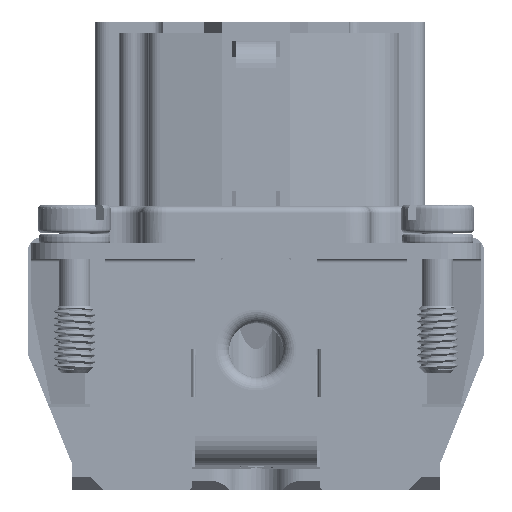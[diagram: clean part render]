
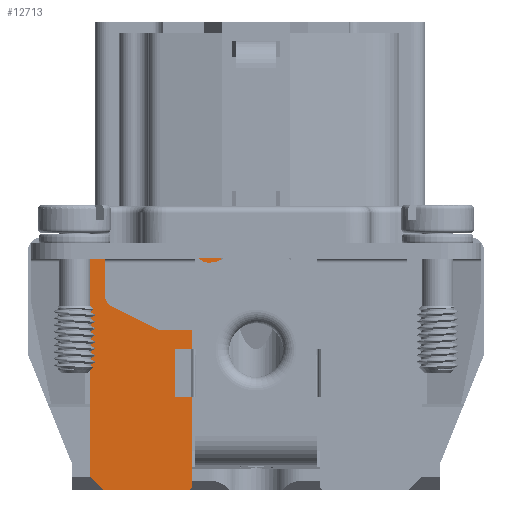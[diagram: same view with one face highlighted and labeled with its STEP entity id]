
A CAD part, left-side view. The second image highlights one B-rep face of the part: STEP entity #12713.
In plain terms, the highlighted planar face has unit normal (-1, 0, 0).
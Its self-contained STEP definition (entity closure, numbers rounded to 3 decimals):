
#2629=PLANE('',#133955);
#6366=FACE_OUTER_BOUND('',#22492,.T.);
#12713=ADVANCED_FACE('',(#6366),#2629,.T.);
#22492=EDGE_LOOP('',(#53178,#53179,#53180,#53181,#53182,#53183,#53184,#53185,
#53186,#53187,#53188,#53189,#53190,#53191,#53192,#53193));
#30276=CIRCLE('',#133951,1.);
#30277=CIRCLE('',#133952,1.);
#30278=CIRCLE('',#133953,2.);
#30279=CIRCLE('',#133954,0.3);
#35304=LINE('',#179053,#44189);
#35323=LINE('',#179099,#44208);
#35324=LINE('',#179102,#44209);
#35325=LINE('',#179106,#44210);
#35326=LINE('',#179110,#44211);
#35327=LINE('',#179112,#44212);
#35328=LINE('',#179116,#44213);
#35329=LINE('',#179118,#44214);
#35330=LINE('',#179120,#44215);
#35331=LINE('',#179121,#44216);
#35332=LINE('',#179123,#44217);
#35333=LINE('',#179125,#44218);
#44189=VECTOR('',#145674,1.);
#44208=VECTOR('',#145703,1.);
#44209=VECTOR('',#145704,1.);
#44210=VECTOR('',#145707,1.);
#44211=VECTOR('',#145710,1.);
#44212=VECTOR('',#145711,1.);
#44213=VECTOR('',#145714,1.);
#44214=VECTOR('',#145715,1.);
#44215=VECTOR('',#145716,1.);
#44216=VECTOR('',#145717,1.);
#44217=VECTOR('',#145718,1.);
#44218=VECTOR('',#145719,1.);
#53178=ORIENTED_EDGE('',*,*,#107645,.T.);
#53179=ORIENTED_EDGE('',*,*,#107646,.T.);
#53180=ORIENTED_EDGE('',*,*,#107647,.F.);
#53181=ORIENTED_EDGE('',*,*,#107648,.T.);
#53182=ORIENTED_EDGE('',*,*,#107649,.F.);
#53183=ORIENTED_EDGE('',*,*,#107650,.T.);
#53184=ORIENTED_EDGE('',*,*,#107651,.T.);
#53185=ORIENTED_EDGE('',*,*,#107652,.F.);
#53186=ORIENTED_EDGE('',*,*,#107653,.F.);
#53187=ORIENTED_EDGE('',*,*,#107654,.T.);
#53188=ORIENTED_EDGE('',*,*,#107655,.T.);
#53189=ORIENTED_EDGE('',*,*,#107622,.F.);
#53190=ORIENTED_EDGE('',*,*,#107656,.F.);
#53191=ORIENTED_EDGE('',*,*,#107657,.F.);
#53192=ORIENTED_EDGE('',*,*,#107658,.F.);
#53193=ORIENTED_EDGE('',*,*,#107659,.F.);
#94041=VERTEX_POINT('',#179052);
#94042=VERTEX_POINT('',#179054);
#94064=VERTEX_POINT('',#179100);
#94065=VERTEX_POINT('',#179101);
#94066=VERTEX_POINT('',#179103);
#94067=VERTEX_POINT('',#179105);
#94068=VERTEX_POINT('',#179107);
#94069=VERTEX_POINT('',#179109);
#94070=VERTEX_POINT('',#179111);
#94071=VERTEX_POINT('',#179113);
#94072=VERTEX_POINT('',#179115);
#94073=VERTEX_POINT('',#179117);
#94074=VERTEX_POINT('',#179119);
#94075=VERTEX_POINT('',#179122);
#94076=VERTEX_POINT('',#179124);
#94077=VERTEX_POINT('',#179126);
#107622=EDGE_CURVE('',#94041,#94042,#35304,.T.);
#107645=EDGE_CURVE('',#94064,#94065,#35323,.T.);
#107646=EDGE_CURVE('',#94065,#94066,#35324,.T.);
#107647=EDGE_CURVE('',#94067,#94066,#30276,.T.);
#107648=EDGE_CURVE('',#94067,#94068,#35325,.T.);
#107649=EDGE_CURVE('',#94069,#94068,#30277,.T.);
#107650=EDGE_CURVE('',#94069,#94070,#35326,.T.);
#107651=EDGE_CURVE('',#94070,#94071,#35327,.T.);
#107652=EDGE_CURVE('',#94072,#94071,#30278,.T.);
#107653=EDGE_CURVE('',#94073,#94072,#35328,.T.);
#107654=EDGE_CURVE('',#94073,#94074,#35329,.T.);
#107655=EDGE_CURVE('',#94074,#94042,#35330,.T.);
#107656=EDGE_CURVE('',#94075,#94041,#35331,.T.);
#107657=EDGE_CURVE('',#94076,#94075,#35332,.T.);
#107658=EDGE_CURVE('',#94077,#94076,#35333,.T.);
#107659=EDGE_CURVE('',#94064,#94077,#30279,.T.);
#133951=AXIS2_PLACEMENT_3D('',#179104,#145705,#145706);
#133952=AXIS2_PLACEMENT_3D('',#179108,#145708,#145709);
#133953=AXIS2_PLACEMENT_3D('',#179114,#145712,#145713);
#133954=AXIS2_PLACEMENT_3D('',#179127,#145720,#145721);
#133955=AXIS2_PLACEMENT_3D('',#179128,#145722,#145723);
#145674=DIRECTION('',(0.,-1.,0.));
#145703=DIRECTION('',(0.,0.,1.));
#145704=DIRECTION('',(0.,1.,0.));
#145705=DIRECTION('',(-1.,0.,0.));
#145706=DIRECTION('',(0.,0.,-1.));
#145707=DIRECTION('',(0.,0.894,0.447));
#145708=DIRECTION('',(-1.,0.,0.));
#145709=DIRECTION('',(0.,0.,-1.));
#145710=DIRECTION('',(0.,0.,1.));
#145711=DIRECTION('',(0.,-1.,0.));
#145712=DIRECTION('',(1.,0.,0.));
#145713=DIRECTION('',(0.,-1.,0.));
#145714=DIRECTION('',(0.,0.433,-0.902));
#145715=DIRECTION('',(0.,1.,0.));
#145716=DIRECTION('',(0.,0.,1.));
#145717=DIRECTION('',(0.,0.,1.));
#145718=DIRECTION('',(0.,0.707,0.707));
#145719=DIRECTION('',(0.,1.,0.));
#145720=DIRECTION('',(1.,0.,0.));
#145721=DIRECTION('',(0.,-1.,0.));
#145722=DIRECTION('',(-1.,0.,0.));
#145723=DIRECTION('',(0.,0.,1.));
#179052=CARTESIAN_POINT('',(-45.,12.35,-0.25));
#179053=CARTESIAN_POINT('',(-45.,12.35,-0.25));
#179054=CARTESIAN_POINT('',(-45.,4.25,-0.25));
#179099=CARTESIAN_POINT('',(-45.,4.75,-18.35));
#179100=CARTESIAN_POINT('',(-45.,4.75,-18.35));
#179101=CARTESIAN_POINT('',(-45.,4.75,-6.75));
#179102=CARTESIAN_POINT('',(-45.,4.5,-6.75));
#179103=CARTESIAN_POINT('',(-45.,7.014,-6.75));
#179104=CARTESIAN_POINT('',(-45.,7.014,-5.75));
#179105=CARTESIAN_POINT('',(-45.,7.461,-6.644));
#179106=CARTESIAN_POINT('',(-45.,7.25,-6.75));
#179107=CARTESIAN_POINT('',(-45.,10.697,-5.026));
#179108=CARTESIAN_POINT('',(-45.,10.25,-4.132));
#179109=CARTESIAN_POINT('',(-45.,11.25,-4.132));
#179110=CARTESIAN_POINT('',(-45.,11.25,-4.75));
#179111=CARTESIAN_POINT('',(-45.,11.25,-1.75));
#179112=CARTESIAN_POINT('',(-45.,11.25,-1.75));
#179113=CARTESIAN_POINT('',(-45.,3.5,-1.75));
#179114=CARTESIAN_POINT('',(-45.,3.5,0.25));
#179115=CARTESIAN_POINT('',(-45.,2.62,-1.546));
#179116=CARTESIAN_POINT('',(-45.,2.55,-1.4));
#179117=CARTESIAN_POINT('',(-45.,2.55,-1.4));
#179118=CARTESIAN_POINT('',(-45.,2.55,-1.4));
#179119=CARTESIAN_POINT('',(-45.,4.25,-1.4));
#179120=CARTESIAN_POINT('',(-45.,4.25,-1.4));
#179121=CARTESIAN_POINT('',(-45.,12.35,-17.65));
#179122=CARTESIAN_POINT('',(-45.,12.35,-17.65));
#179123=CARTESIAN_POINT('',(-45.,11.35,-18.65));
#179124=CARTESIAN_POINT('',(-45.,11.35,-18.65));
#179125=CARTESIAN_POINT('',(-45.,5.05,-18.65));
#179126=CARTESIAN_POINT('',(-45.,5.05,-18.65));
#179127=CARTESIAN_POINT('',(-45.,5.05,-18.35));
#179128=CARTESIAN_POINT('',(-45.,-16.95,0.));
